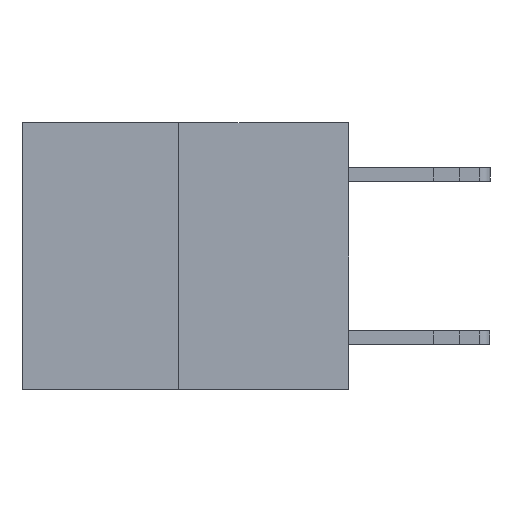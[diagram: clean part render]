
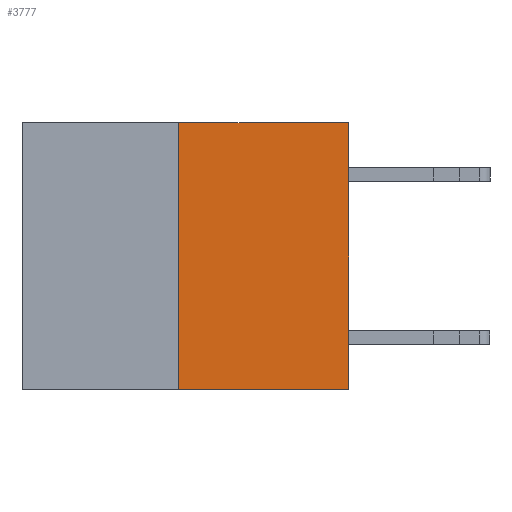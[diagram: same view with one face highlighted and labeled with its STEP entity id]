
A CAD part, left-side view. The second image highlights one B-rep face of the part: STEP entity #3777.
In plain terms, the highlighted planar face has unit normal (-1, 0, 0).
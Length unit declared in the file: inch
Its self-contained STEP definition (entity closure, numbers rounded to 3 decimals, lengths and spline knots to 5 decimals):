
#301 = VECTOR ( 'NONE', #1639, 39.37008 ) ;
#769 = ORIENTED_EDGE ( 'NONE', *, *, #9502, .T. ) ;
#820 = CARTESIAN_POINT ( 'NONE',  ( 0., 0., 0. ) ) ;
#1521 = VERTEX_POINT ( 'NONE', #4634 ) ;
#1639 = DIRECTION ( 'NONE',  ( 0., 0., 1. ) ) ;
#2119 = VERTEX_POINT ( 'NONE', #11875 ) ;
#2675 = CARTESIAN_POINT ( 'NONE',  ( 0., 0., 0. ) ) ;
#3569 = CARTESIAN_POINT ( 'NONE',  ( 0., 0., -0.49 ) ) ;
#3777 = ADVANCED_FACE ( 'NONE', ( #13334 ), #12015, .F. ) ;
#4612 = LINE ( 'NONE', #2675, #7866 ) ;
#4634 = CARTESIAN_POINT ( 'NONE',  ( 0., 0.312, -0.49 ) ) ;
#5006 = CARTESIAN_POINT ( 'NONE',  ( 0., 0.6, 0. ) ) ;
#5938 = VECTOR ( 'NONE', #15793, 39.37008 ) ;
#7508 = VECTOR ( 'NONE', #17658, 39.37008 ) ;
#7549 = CARTESIAN_POINT ( 'NONE',  ( 0., 0.6, -0.49 ) ) ;
#7866 = VECTOR ( 'NONE', #9414, 39.37008 ) ;
#9414 = DIRECTION ( 'NONE',  ( 0., 0., 1. ) ) ;
#9502 = EDGE_CURVE ( 'NONE', #1521, #14731, #10096, .T. ) ;
#10028 = ORIENTED_EDGE ( 'NONE', *, *, #14396, .T. ) ;
#10096 = LINE ( 'NONE', #7549, #5938 ) ;
#10617 = DIRECTION ( 'NONE',  ( 0., 0., -1. ) ) ;
#10677 = DIRECTION ( 'NONE',  ( 1., 0., 0. ) ) ;
#11331 = LINE ( 'NONE', #12593, #301 ) ;
#11354 = EDGE_LOOP ( 'NONE', ( #12976, #769, #10028, #16379 ) ) ;
#11614 = EDGE_CURVE ( 'NONE', #1521, #2119, #11331, .T. ) ;
#11875 = CARTESIAN_POINT ( 'NONE',  ( 0., 0.312, 0. ) ) ;
#12015 = PLANE ( 'NONE',  #15215 ) ;
#12312 = CARTESIAN_POINT ( 'NONE',  ( 0., 0.6, 0. ) ) ;
#12593 = CARTESIAN_POINT ( 'NONE',  ( 0., 0.312, -0.49 ) ) ;
#12976 = ORIENTED_EDGE ( 'NONE', *, *, #11614, .F. ) ;
#13334 = FACE_OUTER_BOUND ( 'NONE', #11354, .T. ) ;
#13617 = LINE ( 'NONE', #12312, #7508 ) ;
#14396 = EDGE_CURVE ( 'NONE', #14731, #15059, #4612, .T. ) ;
#14731 = VERTEX_POINT ( 'NONE', #3569 ) ;
#15059 = VERTEX_POINT ( 'NONE', #820 ) ;
#15215 = AXIS2_PLACEMENT_3D ( 'NONE', #5006, #10677, #10617 ) ;
#15793 = DIRECTION ( 'NONE',  ( 0., -1., 0. ) ) ;
#16379 = ORIENTED_EDGE ( 'NONE', *, *, #17437, .F. ) ;
#17437 = EDGE_CURVE ( 'NONE', #2119, #15059, #13617, .T. ) ;
#17658 = DIRECTION ( 'NONE',  ( 0., -1., 0. ) ) ;
